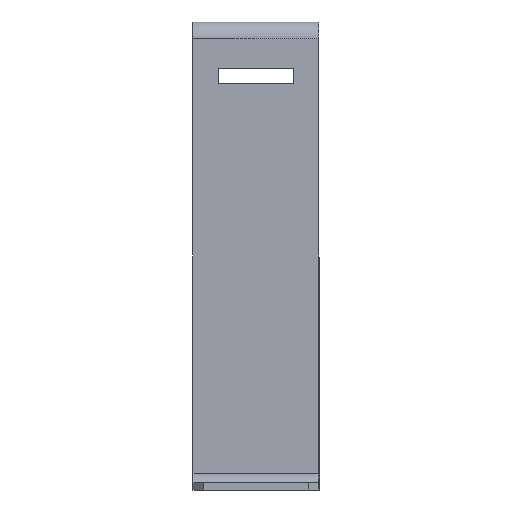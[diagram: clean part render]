
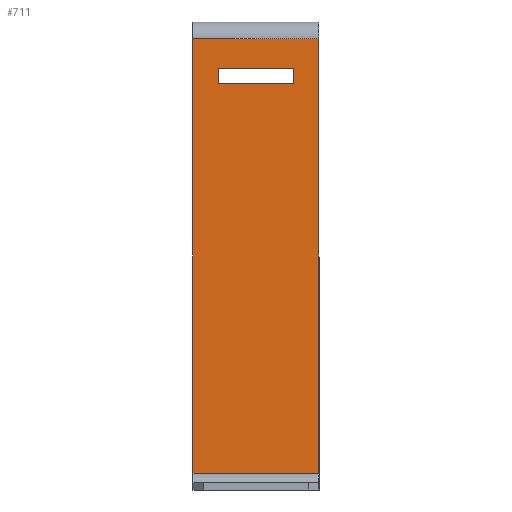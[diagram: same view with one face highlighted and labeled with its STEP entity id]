
A CAD part, left-side view. The second image highlights one B-rep face of the part: STEP entity #711.
In plain terms, the highlighted planar face has unit normal (-1, 0, 0).
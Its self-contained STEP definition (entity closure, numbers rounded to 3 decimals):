
#44 = VERTEX_POINT ( 'NONE', #1818 ) ;
#72 = EDGE_CURVE ( 'NONE', #44, #1645, #1982, .T. ) ;
#75 = VECTOR ( 'NONE', #2109, 1000. ) ;
#108 = ORIENTED_EDGE ( 'NONE', *, *, #1107, .T. ) ;
#243 = CARTESIAN_POINT ( 'NONE',  ( -67.5, 17.5, -125.4 ) ) ;
#251 = LINE ( 'NONE', #1891, #1615 ) ;
#276 = LINE ( 'NONE', #1370, #2201 ) ;
#298 = ORIENTED_EDGE ( 'NONE', *, *, #516, .F. ) ;
#334 = VERTEX_POINT ( 'NONE', #1750 ) ;
#399 = CARTESIAN_POINT ( 'NONE',  ( -67.5, -10.5, -13. ) ) ;
#414 = CARTESIAN_POINT ( 'NONE',  ( -67.5, -10.5, -17. ) ) ;
#481 = CARTESIAN_POINT ( 'NONE',  ( -67.5, 10.5, -17. ) ) ;
#516 = EDGE_CURVE ( 'NONE', #1334, #44, #2156, .T. ) ;
#576 = DIRECTION ( 'NONE',  ( 0., 0., 1. ) ) ;
#598 = ORIENTED_EDGE ( 'NONE', *, *, #1520, .F. ) ;
#685 = LINE ( 'NONE', #481, #75 ) ;
#700 = PLANE ( 'NONE',  #770 ) ;
#711 = ADVANCED_FACE ( 'NONE', ( #863, #876 ), #700, .T. ) ;
#732 = CARTESIAN_POINT ( 'NONE',  ( -67.5, -17.5, -4.6 ) ) ;
#744 = LINE ( 'NONE', #1519, #995 ) ;
#756 = LINE ( 'NONE', #414, #1596 ) ;
#770 = AXIS2_PLACEMENT_3D ( 'NONE', #1406, #2126, #1959 ) ;
#792 = DIRECTION ( 'NONE',  ( 0., 1., 0. ) ) ;
#829 = DIRECTION ( 'NONE',  ( 0., 1., 0. ) ) ;
#844 = ORIENTED_EDGE ( 'NONE', *, *, #2268, .F. ) ;
#863 = FACE_BOUND ( 'NONE', #1721, .T. ) ;
#876 = FACE_OUTER_BOUND ( 'NONE', #1349, .T. ) ;
#928 = DIRECTION ( 'NONE',  ( 0., 0., -1. ) ) ;
#961 = DIRECTION ( 'NONE',  ( 0., 0., -1. ) ) ;
#980 = VERTEX_POINT ( 'NONE', #732 ) ;
#995 = VECTOR ( 'NONE', #576, 1000. ) ;
#999 = CARTESIAN_POINT ( 'NONE',  ( -67.5, -10.5, -17. ) ) ;
#1027 = CARTESIAN_POINT ( 'NONE',  ( -67.5, 10.5, -17. ) ) ;
#1036 = EDGE_CURVE ( 'NONE', #1858, #1339, #744, .T. ) ;
#1062 = ORIENTED_EDGE ( 'NONE', *, *, #72, .F. ) ;
#1094 = DIRECTION ( 'NONE',  ( 0., 1., 0. ) ) ;
#1107 = EDGE_CURVE ( 'NONE', #980, #1339, #276, .T. ) ;
#1234 = VECTOR ( 'NONE', #1094, 1000. ) ;
#1255 = CARTESIAN_POINT ( 'NONE',  ( -67.5, 10.5, -13. ) ) ;
#1299 = VECTOR ( 'NONE', #792, 1000. ) ;
#1334 = VERTEX_POINT ( 'NONE', #399 ) ;
#1339 = VERTEX_POINT ( 'NONE', #2202 ) ;
#1349 = EDGE_LOOP ( 'NONE', ( #2117, #598, #1876, #108 ) ) ;
#1370 = CARTESIAN_POINT ( 'NONE',  ( -67.5, 0., -4.6 ) ) ;
#1406 = CARTESIAN_POINT ( 'NONE',  ( -67.5, 0., 0. ) ) ;
#1476 = DIRECTION ( 'NONE',  ( 0., 0., 1. ) ) ;
#1519 = CARTESIAN_POINT ( 'NONE',  ( -67.5, 17.5, -2. ) ) ;
#1520 = EDGE_CURVE ( 'NONE', #334, #1858, #2238, .T. ) ;
#1525 = VERTEX_POINT ( 'NONE', #999 ) ;
#1539 = VECTOR ( 'NONE', #928, 1000. ) ;
#1580 = EDGE_CURVE ( 'NONE', #980, #334, #251, .T. ) ;
#1596 = VECTOR ( 'NONE', #1476, 1000. ) ;
#1601 = ORIENTED_EDGE ( 'NONE', *, *, #1958, .F. ) ;
#1615 = VECTOR ( 'NONE', #961, 1000. ) ;
#1645 = VERTEX_POINT ( 'NONE', #1027 ) ;
#1721 = EDGE_LOOP ( 'NONE', ( #298, #844, #1601, #1062 ) ) ;
#1750 = CARTESIAN_POINT ( 'NONE',  ( -67.5, -17.5, -125.4 ) ) ;
#1818 = CARTESIAN_POINT ( 'NONE',  ( -67.5, 10.5, -13. ) ) ;
#1858 = VERTEX_POINT ( 'NONE', #243 ) ;
#1876 = ORIENTED_EDGE ( 'NONE', *, *, #1580, .F. ) ;
#1891 = CARTESIAN_POINT ( 'NONE',  ( -67.5, -17.5, -130. ) ) ;
#1958 = EDGE_CURVE ( 'NONE', #1645, #1525, #685, .T. ) ;
#1959 = DIRECTION ( 'NONE',  ( 0., 0., 1. ) ) ;
#1971 = CARTESIAN_POINT ( 'NONE',  ( -67.5, 10.5, -17. ) ) ;
#1982 = LINE ( 'NONE', #1971, #1539 ) ;
#2109 = DIRECTION ( 'NONE',  ( 0., -1., 0. ) ) ;
#2117 = ORIENTED_EDGE ( 'NONE', *, *, #1036, .F. ) ;
#2126 = DIRECTION ( 'NONE',  ( -1., 0., 0. ) ) ;
#2156 = LINE ( 'NONE', #1255, #1234 ) ;
#2201 = VECTOR ( 'NONE', #829, 1000. ) ;
#2202 = CARTESIAN_POINT ( 'NONE',  ( -67.5, 17.5, -4.6 ) ) ;
#2238 = LINE ( 'NONE', #2249, #1299 ) ;
#2249 = CARTESIAN_POINT ( 'NONE',  ( -67.5, -17.5, -125.4 ) ) ;
#2268 = EDGE_CURVE ( 'NONE', #1525, #1334, #756, .T. ) ;
